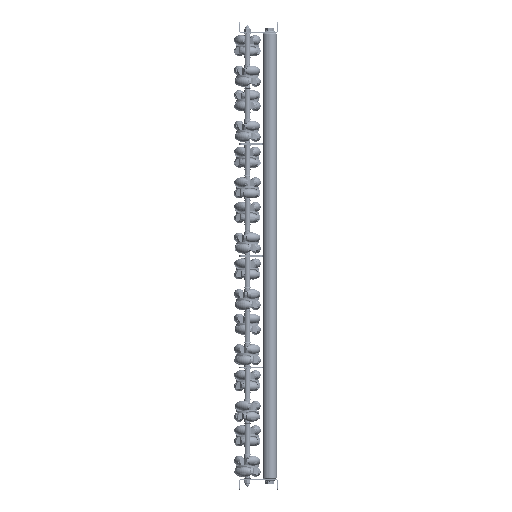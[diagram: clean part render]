
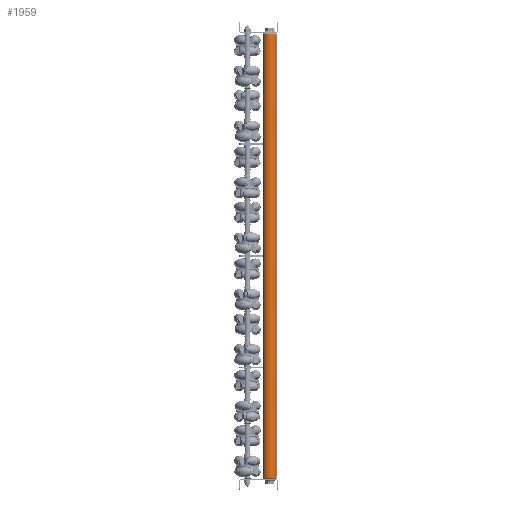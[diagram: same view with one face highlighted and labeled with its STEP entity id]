
A CAD part, left-side view. The second image highlights one B-rep face of the part: STEP entity #1959.
In plain terms, the highlighted cylindrical face has radius 12.5 mm (diameter 25 mm), a partial arc.
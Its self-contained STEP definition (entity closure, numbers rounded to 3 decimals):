
#421 = CIRCLE ( 'NONE', #7801, 12.5 ) ;
#450 = CARTESIAN_POINT ( 'NONE',  ( 1., 0., 12.5 ) ) ;
#1008 = FACE_OUTER_BOUND ( 'NONE', #4879, .T. ) ;
#1959 = ADVANCED_FACE ( 'NONE', ( #1008 ), #8334, .T. ) ;
#2381 = VERTEX_POINT ( 'NONE', #12530 ) ;
#2403 = EDGE_CURVE ( 'NONE', #3141, #9625, #8961, .T. ) ;
#3141 = VERTEX_POINT ( 'NONE', #450 ) ;
#3371 = AXIS2_PLACEMENT_3D ( 'NONE', #18403, #3784, #3879 ) ;
#3667 = DIRECTION ( 'NONE',  ( 0., 0., -1. ) ) ;
#3784 = DIRECTION ( 'NONE',  ( -1., 0., 0. ) ) ;
#3879 = DIRECTION ( 'NONE',  ( 0., 0., 1. ) ) ;
#4879 = EDGE_LOOP ( 'NONE', ( #8563, #8060, #12402, #18812 ) ) ;
#5200 = CARTESIAN_POINT ( 'NONE',  ( 1., 0., 0. ) ) ;
#5741 = VERTEX_POINT ( 'NONE', #6659 ) ;
#6211 = DIRECTION ( 'NONE',  ( 0., 0., -1. ) ) ;
#6268 = CARTESIAN_POINT ( 'NONE',  ( 1., 0., -12.5 ) ) ;
#6659 = CARTESIAN_POINT ( 'NONE',  ( 799., 0., 12.5 ) ) ;
#7801 = AXIS2_PLACEMENT_3D ( 'NONE', #17940, #14772, #6211 ) ;
#8060 = ORIENTED_EDGE ( 'NONE', *, *, #17410, .T. ) ;
#8334 = CYLINDRICAL_SURFACE ( 'NONE', #3371, 12.5 ) ;
#8563 = ORIENTED_EDGE ( 'NONE', *, *, #11424, .F. ) ;
#8769 = VECTOR ( 'NONE', #9900, 1000. ) ;
#8961 = CIRCLE ( 'NONE', #18445, 12.5 ) ;
#9374 = DIRECTION ( 'NONE',  ( 1., 0., 0. ) ) ;
#9412 = DIRECTION ( 'NONE',  ( -1., 0., 0. ) ) ;
#9625 = VERTEX_POINT ( 'NONE', #6268 ) ;
#9900 = DIRECTION ( 'NONE',  ( -1., 0., 0. ) ) ;
#9926 = VECTOR ( 'NONE', #9412, 1000. ) ;
#10839 = LINE ( 'NONE', #13900, #9926 ) ;
#11424 = EDGE_CURVE ( 'NONE', #2381, #9625, #10839, .T. ) ;
#12402 = ORIENTED_EDGE ( 'NONE', *, *, #18782, .T. ) ;
#12491 = LINE ( 'NONE', #17541, #8769 ) ;
#12530 = CARTESIAN_POINT ( 'NONE',  ( 799., 0., -12.5 ) ) ;
#13900 = CARTESIAN_POINT ( 'NONE',  ( 800., 0., -12.5 ) ) ;
#14772 = DIRECTION ( 'NONE',  ( -1., 0., 0. ) ) ;
#17410 = EDGE_CURVE ( 'NONE', #2381, #5741, #421, .T. ) ;
#17541 = CARTESIAN_POINT ( 'NONE',  ( 800., 0., 12.5 ) ) ;
#17940 = CARTESIAN_POINT ( 'NONE',  ( 799., 0., 0. ) ) ;
#18403 = CARTESIAN_POINT ( 'NONE',  ( 800., 0., 0. ) ) ;
#18445 = AXIS2_PLACEMENT_3D ( 'NONE', #5200, #9374, #3667 ) ;
#18782 = EDGE_CURVE ( 'NONE', #5741, #3141, #12491, .T. ) ;
#18812 = ORIENTED_EDGE ( 'NONE', *, *, #2403, .T. ) ;
